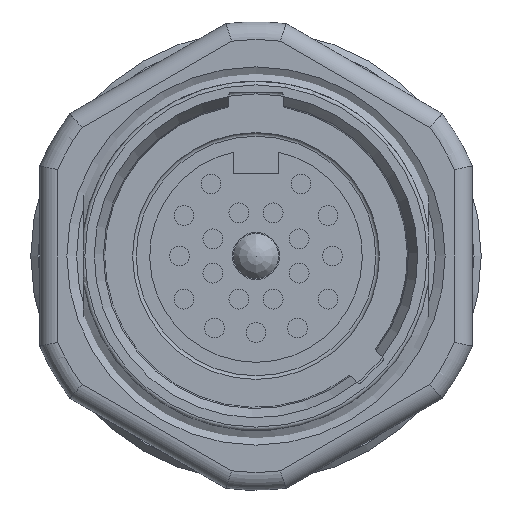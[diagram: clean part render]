
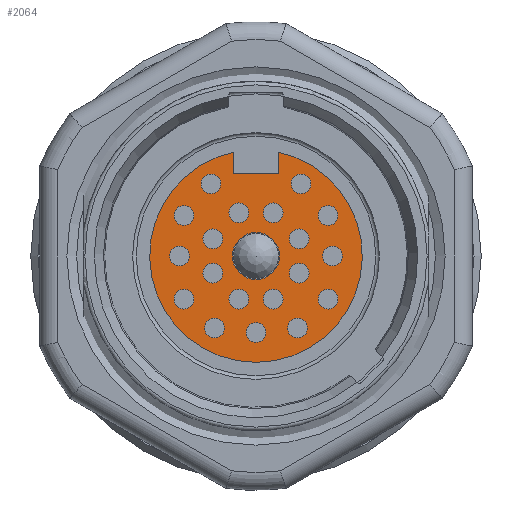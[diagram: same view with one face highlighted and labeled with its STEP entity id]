
A CAD part, left-side view. The second image highlights one B-rep face of the part: STEP entity #2064.
In plain terms, the highlighted planar face has unit normal (-1, 0, 0).
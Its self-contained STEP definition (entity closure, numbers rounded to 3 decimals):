
#827=LINE('',#12795,#1156);
#828=LINE('',#12798,#1157);
#829=LINE('',#12800,#1158);
#1156=VECTOR('',#10075,1.);
#1157=VECTOR('',#10076,1.);
#1158=VECTOR('',#10077,1.);
#2064=ADVANCED_FACE('',(#2846,#2847,#2848,#2849,#2850,#2851,#2852,#2853,
#2854,#2855,#2856,#2857,#2858,#2859,#2860,#2861,#2862,#2863,#2864,#2865,
#2866),#2553,.T.);
#2553=PLANE('',#8859);
#2846=FACE_BOUND('',#3410,.T.);
#2847=FACE_BOUND('',#3411,.T.);
#2848=FACE_BOUND('',#3412,.T.);
#2849=FACE_BOUND('',#3413,.T.);
#2850=FACE_BOUND('',#3414,.T.);
#2851=FACE_BOUND('',#3415,.T.);
#2852=FACE_BOUND('',#3416,.T.);
#2853=FACE_BOUND('',#3417,.T.);
#2854=FACE_BOUND('',#3418,.T.);
#2855=FACE_BOUND('',#3419,.T.);
#2856=FACE_BOUND('',#3420,.T.);
#2857=FACE_BOUND('',#3421,.T.);
#2858=FACE_BOUND('',#3422,.T.);
#2859=FACE_BOUND('',#3423,.T.);
#2860=FACE_BOUND('',#3424,.T.);
#2861=FACE_BOUND('',#3425,.T.);
#2862=FACE_BOUND('',#3426,.T.);
#2863=FACE_BOUND('',#3427,.T.);
#2864=FACE_BOUND('',#3428,.T.);
#2865=FACE_BOUND('',#3429,.T.);
#2866=FACE_BOUND('',#3430,.T.);
#3410=EDGE_LOOP('',(#4549));
#3411=EDGE_LOOP('',(#4550));
#3412=EDGE_LOOP('',(#4551));
#3413=EDGE_LOOP('',(#4552));
#3414=EDGE_LOOP('',(#4553));
#3415=EDGE_LOOP('',(#4554));
#3416=EDGE_LOOP('',(#4555));
#3417=EDGE_LOOP('',(#4556));
#3418=EDGE_LOOP('',(#4557));
#3419=EDGE_LOOP('',(#4558));
#3420=EDGE_LOOP('',(#4559));
#3421=EDGE_LOOP('',(#4560));
#3422=EDGE_LOOP('',(#4561));
#3423=EDGE_LOOP('',(#4562));
#3424=EDGE_LOOP('',(#4563));
#3425=EDGE_LOOP('',(#4564));
#3426=EDGE_LOOP('',(#4565));
#3427=EDGE_LOOP('',(#4566));
#3428=EDGE_LOOP('',(#4567));
#3429=EDGE_LOOP('',(#4568));
#3430=EDGE_LOOP('',(#4569,#4570,#4571,#4572));
#4549=ORIENTED_EDGE('',*,*,#7324,.F.);
#4550=ORIENTED_EDGE('',*,*,#7326,.F.);
#4551=ORIENTED_EDGE('',*,*,#7328,.F.);
#4552=ORIENTED_EDGE('',*,*,#7330,.F.);
#4553=ORIENTED_EDGE('',*,*,#7332,.F.);
#4554=ORIENTED_EDGE('',*,*,#7334,.F.);
#4555=ORIENTED_EDGE('',*,*,#7336,.F.);
#4556=ORIENTED_EDGE('',*,*,#7337,.F.);
#4557=ORIENTED_EDGE('',*,*,#7339,.F.);
#4558=ORIENTED_EDGE('',*,*,#7340,.F.);
#4559=ORIENTED_EDGE('',*,*,#7342,.F.);
#4560=ORIENTED_EDGE('',*,*,#7344,.F.);
#4561=ORIENTED_EDGE('',*,*,#7346,.F.);
#4562=ORIENTED_EDGE('',*,*,#7347,.F.);
#4563=ORIENTED_EDGE('',*,*,#7349,.F.);
#4564=ORIENTED_EDGE('',*,*,#7350,.F.);
#4565=ORIENTED_EDGE('',*,*,#7352,.F.);
#4566=ORIENTED_EDGE('',*,*,#7354,.F.);
#4567=ORIENTED_EDGE('',*,*,#7356,.F.);
#4568=ORIENTED_EDGE('',*,*,#7358,.T.);
#4569=ORIENTED_EDGE('',*,*,#7359,.F.);
#4570=ORIENTED_EDGE('',*,*,#7360,.T.);
#4571=ORIENTED_EDGE('',*,*,#7361,.T.);
#4572=ORIENTED_EDGE('',*,*,#7362,.F.);
#6441=VERTEX_POINT('',#12705);
#6443=VERTEX_POINT('',#12710);
#6445=VERTEX_POINT('',#12715);
#6447=VERTEX_POINT('',#12720);
#6449=VERTEX_POINT('',#12725);
#6451=VERTEX_POINT('',#12730);
#6453=VERTEX_POINT('',#12735);
#6454=VERTEX_POINT('',#12738);
#6456=VERTEX_POINT('',#12743);
#6457=VERTEX_POINT('',#12746);
#6459=VERTEX_POINT('',#12751);
#6461=VERTEX_POINT('',#12756);
#6463=VERTEX_POINT('',#12761);
#6464=VERTEX_POINT('',#12764);
#6466=VERTEX_POINT('',#12769);
#6467=VERTEX_POINT('',#12772);
#6469=VERTEX_POINT('',#12777);
#6471=VERTEX_POINT('',#12782);
#6473=VERTEX_POINT('',#12787);
#6475=VERTEX_POINT('',#12792);
#6476=VERTEX_POINT('',#12796);
#6477=VERTEX_POINT('',#12797);
#6478=VERTEX_POINT('',#12799);
#6479=VERTEX_POINT('',#12801);
#7324=EDGE_CURVE('',#6441,#6441,#8299,.T.);
#7326=EDGE_CURVE('',#6443,#6443,#8301,.T.);
#7328=EDGE_CURVE('',#6445,#6445,#8303,.T.);
#7330=EDGE_CURVE('',#6447,#6447,#8305,.T.);
#7332=EDGE_CURVE('',#6449,#6449,#8307,.T.);
#7334=EDGE_CURVE('',#6451,#6451,#8309,.T.);
#7336=EDGE_CURVE('',#6453,#6453,#8311,.T.);
#7337=EDGE_CURVE('',#6454,#6454,#8312,.T.);
#7339=EDGE_CURVE('',#6456,#6456,#8314,.T.);
#7340=EDGE_CURVE('',#6457,#6457,#8315,.T.);
#7342=EDGE_CURVE('',#6459,#6459,#8317,.T.);
#7344=EDGE_CURVE('',#6461,#6461,#8319,.T.);
#7346=EDGE_CURVE('',#6463,#6463,#8321,.T.);
#7347=EDGE_CURVE('',#6464,#6464,#8322,.T.);
#7349=EDGE_CURVE('',#6466,#6466,#8324,.T.);
#7350=EDGE_CURVE('',#6467,#6467,#8325,.T.);
#7352=EDGE_CURVE('',#6469,#6469,#8327,.T.);
#7354=EDGE_CURVE('',#6471,#6471,#8329,.T.);
#7356=EDGE_CURVE('',#6473,#6473,#8331,.T.);
#7358=EDGE_CURVE('',#6475,#6475,#8333,.T.);
#7359=EDGE_CURVE('',#6476,#6477,#827,.T.);
#7360=EDGE_CURVE('',#6476,#6478,#828,.T.);
#7361=EDGE_CURVE('',#6478,#6479,#829,.T.);
#7362=EDGE_CURVE('',#6477,#6479,#8334,.T.);
#8299=CIRCLE('',#8802,0.55);
#8301=CIRCLE('',#8805,0.55);
#8303=CIRCLE('',#8808,0.55);
#8305=CIRCLE('',#8811,0.55);
#8307=CIRCLE('',#8814,0.55);
#8309=CIRCLE('',#8817,0.55);
#8311=CIRCLE('',#8820,0.55);
#8312=CIRCLE('',#8822,0.55);
#8314=CIRCLE('',#8825,0.55);
#8315=CIRCLE('',#8827,0.55);
#8317=CIRCLE('',#8830,0.55);
#8319=CIRCLE('',#8833,0.55);
#8321=CIRCLE('',#8836,0.55);
#8322=CIRCLE('',#8838,0.55);
#8324=CIRCLE('',#8841,0.55);
#8325=CIRCLE('',#8843,0.55);
#8327=CIRCLE('',#8846,0.55);
#8329=CIRCLE('',#8849,0.55);
#8331=CIRCLE('',#8852,0.55);
#8333=CIRCLE('',#8855,1.3);
#8334=CIRCLE('',#8858,5.9);
#8802=AXIS2_PLACEMENT_3D('',#12704,#9963,#9964);
#8805=AXIS2_PLACEMENT_3D('',#12709,#9969,#9970);
#8808=AXIS2_PLACEMENT_3D('',#12714,#9975,#9976);
#8811=AXIS2_PLACEMENT_3D('',#12719,#9981,#9982);
#8814=AXIS2_PLACEMENT_3D('',#12724,#9987,#9988);
#8817=AXIS2_PLACEMENT_3D('',#12729,#9993,#9994);
#8820=AXIS2_PLACEMENT_3D('',#12734,#9999,#10000);
#8822=AXIS2_PLACEMENT_3D('',#12737,#10003,#10004);
#8825=AXIS2_PLACEMENT_3D('',#12742,#10009,#10010);
#8827=AXIS2_PLACEMENT_3D('',#12745,#10013,#10014);
#8830=AXIS2_PLACEMENT_3D('',#12750,#10019,#10020);
#8833=AXIS2_PLACEMENT_3D('',#12755,#10025,#10026);
#8836=AXIS2_PLACEMENT_3D('',#12760,#10031,#10032);
#8838=AXIS2_PLACEMENT_3D('',#12763,#10035,#10036);
#8841=AXIS2_PLACEMENT_3D('',#12768,#10041,#10042);
#8843=AXIS2_PLACEMENT_3D('',#12771,#10045,#10046);
#8846=AXIS2_PLACEMENT_3D('',#12776,#10051,#10052);
#8849=AXIS2_PLACEMENT_3D('',#12781,#10057,#10058);
#8852=AXIS2_PLACEMENT_3D('',#12786,#10063,#10064);
#8855=AXIS2_PLACEMENT_3D('',#12791,#10069,#10070);
#8858=AXIS2_PLACEMENT_3D('',#12802,#10078,#10079);
#8859=AXIS2_PLACEMENT_3D('',#12803,#10080,#10081);
#9963=DIRECTION('',(-1.,0.,0.));
#9964=DIRECTION('',(0.,0.,1.));
#9969=DIRECTION('',(-1.,0.,0.));
#9970=DIRECTION('',(0.,0.,1.));
#9975=DIRECTION('',(-1.,0.,0.));
#9976=DIRECTION('',(0.,0.,1.));
#9981=DIRECTION('',(-1.,0.,0.));
#9982=DIRECTION('',(0.,0.,1.));
#9987=DIRECTION('',(-1.,0.,0.));
#9988=DIRECTION('',(0.,0.,1.));
#9993=DIRECTION('',(-1.,0.,0.));
#9994=DIRECTION('',(0.,0.,1.));
#9999=DIRECTION('',(-1.,0.,0.));
#10000=DIRECTION('',(0.,0.,1.));
#10003=DIRECTION('',(-1.,0.,0.));
#10004=DIRECTION('',(0.,0.,1.));
#10009=DIRECTION('',(-1.,0.,0.));
#10010=DIRECTION('',(0.,0.,1.));
#10013=DIRECTION('',(-1.,0.,0.));
#10014=DIRECTION('',(0.,0.,1.));
#10019=DIRECTION('',(-1.,0.,0.));
#10020=DIRECTION('',(0.,0.,1.));
#10025=DIRECTION('',(-1.,0.,0.));
#10026=DIRECTION('',(0.,0.,1.));
#10031=DIRECTION('',(-1.,0.,0.));
#10032=DIRECTION('',(0.,0.,1.));
#10035=DIRECTION('',(-1.,0.,0.));
#10036=DIRECTION('',(0.,0.,1.));
#10041=DIRECTION('',(-1.,0.,0.));
#10042=DIRECTION('',(0.,0.,1.));
#10045=DIRECTION('',(-1.,0.,0.));
#10046=DIRECTION('',(0.,0.,1.));
#10051=DIRECTION('',(-1.,0.,0.));
#10052=DIRECTION('',(0.,0.,1.));
#10057=DIRECTION('',(-1.,0.,0.));
#10058=DIRECTION('',(0.,0.,1.));
#10063=DIRECTION('',(-1.,0.,0.));
#10064=DIRECTION('',(0.,0.,1.));
#10069=DIRECTION('',(1.,0.,0.));
#10070=DIRECTION('',(0.,0.,-1.));
#10075=DIRECTION('',(0.,0.,1.));
#10076=DIRECTION('',(0.,1.,0.));
#10077=DIRECTION('',(0.,0.,1.));
#10078=DIRECTION('',(1.,0.,0.));
#10079=DIRECTION('',(0.,0.,-1.));
#10080=DIRECTION('',(-1.,0.,0.));
#10081=DIRECTION('',(0.,0.,1.));
#12704=CARTESIAN_POINT('',(9.4,-2.5,4.));
#12705=CARTESIAN_POINT('',(9.4,-2.5,4.55));
#12709=CARTESIAN_POINT('',(9.4,2.5,4.));
#12710=CARTESIAN_POINT('',(9.4,2.5,4.55));
#12714=CARTESIAN_POINT('',(9.4,-0.95,2.4));
#12715=CARTESIAN_POINT('',(9.4,-0.95,2.95));
#12719=CARTESIAN_POINT('',(9.4,0.95,2.4));
#12720=CARTESIAN_POINT('',(9.4,0.95,2.95));
#12724=CARTESIAN_POINT('',(9.4,-4.,2.25));
#12725=CARTESIAN_POINT('',(9.4,-4.,2.8));
#12729=CARTESIAN_POINT('',(9.4,4.,2.25));
#12730=CARTESIAN_POINT('',(9.4,4.,2.8));
#12734=CARTESIAN_POINT('',(9.4,4.25,0.));
#12735=CARTESIAN_POINT('',(9.4,4.25,0.55));
#12737=CARTESIAN_POINT('',(9.4,-4.25,0.));
#12738=CARTESIAN_POINT('',(9.4,-4.25,0.55));
#12742=CARTESIAN_POINT('',(9.4,2.4,0.95));
#12743=CARTESIAN_POINT('',(9.4,2.4,1.5));
#12745=CARTESIAN_POINT('',(9.4,-2.4,0.95));
#12746=CARTESIAN_POINT('',(9.4,-2.4,1.5));
#12750=CARTESIAN_POINT('',(9.4,-2.4,-0.95));
#12751=CARTESIAN_POINT('',(9.4,-2.4,-0.4));
#12755=CARTESIAN_POINT('',(9.4,2.4,-0.95));
#12756=CARTESIAN_POINT('',(9.4,2.4,-0.4));
#12760=CARTESIAN_POINT('',(9.4,-0.95,-2.4));
#12761=CARTESIAN_POINT('',(9.4,-0.95,-1.85));
#12763=CARTESIAN_POINT('',(9.4,0.95,-2.4));
#12764=CARTESIAN_POINT('',(9.4,0.95,-1.85));
#12768=CARTESIAN_POINT('',(9.4,-4.,-2.4));
#12769=CARTESIAN_POINT('',(9.4,-4.,-1.85));
#12771=CARTESIAN_POINT('',(9.4,4.,-2.4));
#12772=CARTESIAN_POINT('',(9.4,4.,-1.85));
#12776=CARTESIAN_POINT('',(9.4,-2.3,-4.));
#12777=CARTESIAN_POINT('',(9.4,-2.3,-3.45));
#12781=CARTESIAN_POINT('',(9.4,2.3,-4.));
#12782=CARTESIAN_POINT('',(9.4,2.3,-3.45));
#12786=CARTESIAN_POINT('',(9.4,0.,-4.25));
#12787=CARTESIAN_POINT('',(9.4,0.,-3.7));
#12791=CARTESIAN_POINT('',(9.4,0.,0.));
#12792=CARTESIAN_POINT('',(9.4,0.,-1.3));
#12795=CARTESIAN_POINT('',(9.4,-1.25,4.6));
#12796=CARTESIAN_POINT('',(9.4,-1.25,4.6));
#12797=CARTESIAN_POINT('',(9.4,-1.25,5.766));
#12798=CARTESIAN_POINT('',(9.4,-1.25,4.6));
#12799=CARTESIAN_POINT('',(9.4,1.25,4.6));
#12800=CARTESIAN_POINT('',(9.4,1.25,4.6));
#12801=CARTESIAN_POINT('',(9.4,1.25,5.766));
#12802=CARTESIAN_POINT('',(9.4,0.,0.));
#12803=CARTESIAN_POINT('',(9.4,0.,0.));
